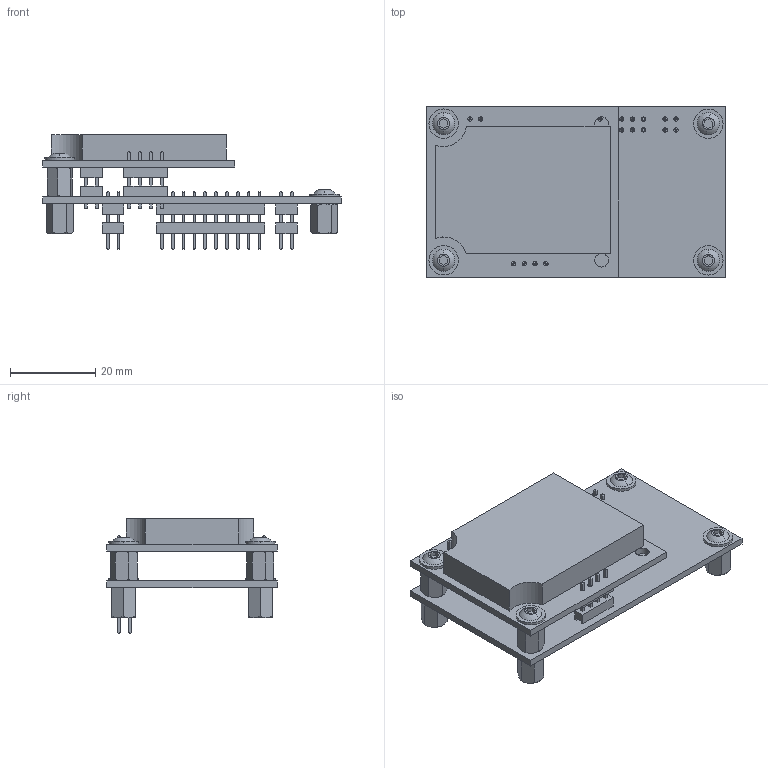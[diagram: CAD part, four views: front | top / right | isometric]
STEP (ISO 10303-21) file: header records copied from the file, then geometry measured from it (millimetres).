
FILE_DESCRIPTION(/* description */ ('Alibre Inc.'),/* implementation_level */ '2;1');
FILE_NAME(/* name */ 'export-45D1E32E-A267-48F9-881E-2B2FCCBC3A0C',/* time_stamp */ '2021-07-07T11:30:50+02:00',/* author */ (''),/* organization */ (''),/* preprocessor_version */ 'ST-DEVELOPER v17',/* originating_system */ 'Alibre',/* authorisation */ '');
FILE_SCHEMA (('AUTOMOTIVE_DESIGN'));
Length unit declared in the file: millimetre
Products named in the file (24): socket button head screw_1_iso_ISO 7380 - M3 x 4 - 4N; 1123881; 1123882; OEM5_Com_0; OEM5_per_16EA_0; BW4771 IOL+COM_OEM
Bounding box: 70 x 40 x 26.87 mm (x, y, z)
Volume: 16530.6 mm3; surface area: 18309.5 mm2
Topology: 28 solids, 28 shells, 1300 faces, 3186 edges, 1994 vertices
Faces by surface type: plane 1038, cylinder 130, cone 108, sphere 8, torus 8, bspline 8
Entity records: 34147 total; most frequent: CARTESIAN_POINT 6093, ORIENTED_EDGE 5604, DIRECTION 4400, EDGE_CURVE 2802, VECTOR 2506, LINE 2506, VERTEX_POINT 1769, AXIS2_PLACEMENT_3D 1434
